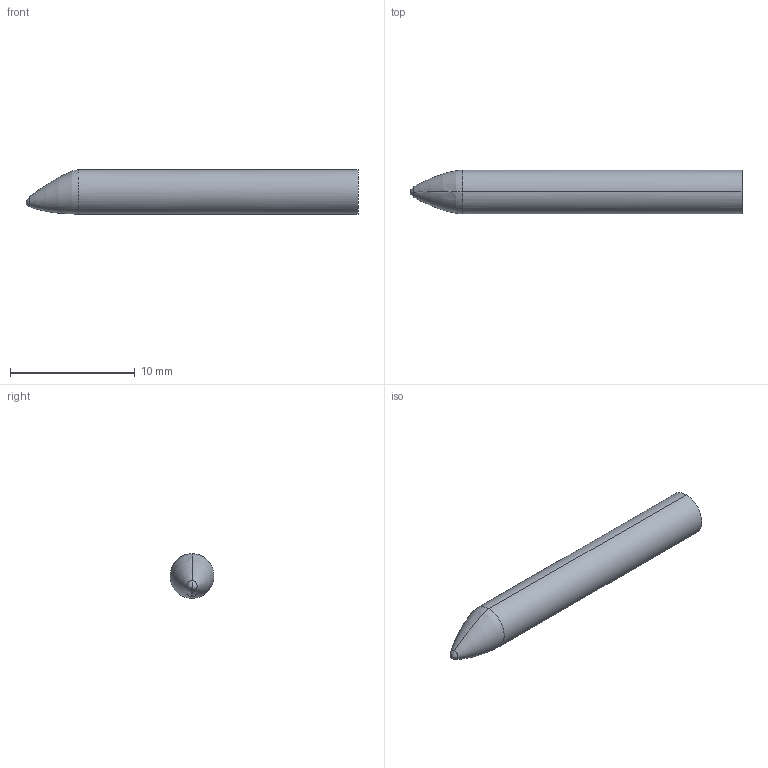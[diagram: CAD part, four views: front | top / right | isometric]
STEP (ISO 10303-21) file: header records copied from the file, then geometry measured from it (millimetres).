
FILE_DESCRIPTION(('Open CASCADE Model'),'2;1');
FILE_NAME('Open CASCADE Shape Model','2018-02-23T13:14:58',('Author'),( 'Open CASCADE'),'Open CASCADE STEP processor 7.0','Open CASCADE 7.0' ,'Unknown');
FILE_SCHEMA(('AUTOMOTIVE_DESIGN { 1 0 10303 214 1 1 1 1 }'));
Length unit declared in the file: millimetre
Products named in the file (1): Open CASCADE STEP translator 7.0 1
Bounding box: 26.62 x 3.51 x 3.56 mm (x, y, z)
Surface area: 283.3 mm2 (no closed solid volume)
Topology: 0 solids, 2 shells, 6 faces, 20 edges, 14 vertices
Faces by surface type: bspline 6
Entity records: 9010 total; most frequent: CARTESIAN_POINT 8773, DIRECTION 24, ORIENTED_EDGE 22, PCURVE 22, DEFINITIONAL_REPRESENTATION 22, LINE 22, VECTOR 22, EDGE_CURVE 18
